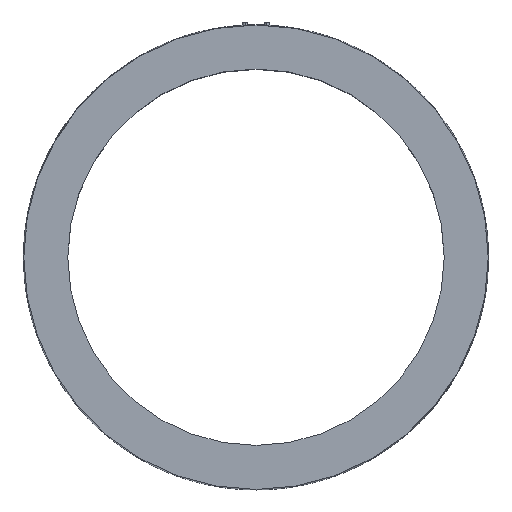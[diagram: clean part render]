
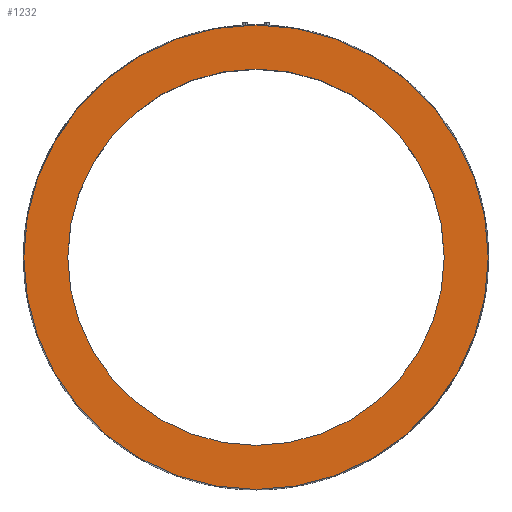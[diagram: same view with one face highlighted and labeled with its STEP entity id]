
A CAD part, top view. The second image highlights one B-rep face of the part: STEP entity #1232.
In plain terms, the highlighted planar face has unit normal (0, 0, 1).
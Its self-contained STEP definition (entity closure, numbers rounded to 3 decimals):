
#24 = CARTESIAN_POINT ( 'NONE',  ( -600., 0., 325. ) ) ;
#30 = DIRECTION ( 'NONE',  ( 1., 0., 0. ) ) ;
#65 = EDGE_LOOP ( 'NONE', ( #183, #323 ) ) ;
#116 = FACE_BOUND ( 'NONE', #65, .T. ) ;
#123 = FACE_OUTER_BOUND ( 'NONE', #1467, .T. ) ;
#155 = DIRECTION ( 'NONE',  ( 0., 0., 1. ) ) ;
#183 = ORIENTED_EDGE ( 'NONE', *, *, #1209, .F. ) ;
#224 = CARTESIAN_POINT ( 'NONE',  ( 0., 0., 325. ) ) ;
#241 = DIRECTION ( 'NONE',  ( 0., 0., 1. ) ) ;
#274 = DIRECTION ( 'NONE',  ( 0., 0., 1. ) ) ;
#323 = ORIENTED_EDGE ( 'NONE', *, *, #1473, .F. ) ;
#368 = CARTESIAN_POINT ( 'NONE',  ( 0., 0., 325. ) ) ;
#500 = CIRCLE ( 'NONE', #1529, 600. ) ;
#539 = CARTESIAN_POINT ( 'NONE',  ( 600., 0., 325. ) ) ;
#610 = DIRECTION ( 'NONE',  ( 0., 0., -1. ) ) ;
#629 = AXIS2_PLACEMENT_3D ( 'NONE', #224, #658, #1142 ) ;
#635 = CARTESIAN_POINT ( 'NONE',  ( 0., 0., 325. ) ) ;
#658 = DIRECTION ( 'NONE',  ( 0., 0., 1. ) ) ;
#723 = DIRECTION ( 'NONE',  ( 1., 0., 0. ) ) ;
#745 = CARTESIAN_POINT ( 'NONE',  ( 0., 740.5, 325. ) ) ;
#836 = CIRCLE ( 'NONE', #1482, 740.5 ) ;
#1007 = VERTEX_POINT ( 'NONE', #1149 ) ;
#1032 = CARTESIAN_POINT ( 'NONE',  ( -740.5, 0., 325. ) ) ;
#1138 = ORIENTED_EDGE ( 'NONE', *, *, #1147, .T. ) ;
#1142 = DIRECTION ( 'NONE',  ( 1., 0., 0. ) ) ;
#1147 = EDGE_CURVE ( 'NONE', #1516, #1007, #1478, .T. ) ;
#1149 = CARTESIAN_POINT ( 'NONE',  ( 740.5, 0., 325. ) ) ;
#1202 = DIRECTION ( 'NONE',  ( -1., 0., 0. ) ) ;
#1209 = EDGE_CURVE ( 'NONE', #1508, #1265, #500, .T. ) ;
#1218 = CIRCLE ( 'NONE', #1371, 600. ) ;
#1232 = ADVANCED_FACE ( 'NONE', ( #116, #123 ), #1335, .F. ) ;
#1265 = VERTEX_POINT ( 'NONE', #24 ) ;
#1335 = PLANE ( 'NONE',  #1397 ) ;
#1371 = AXIS2_PLACEMENT_3D ( 'NONE', #635, #274, #30 ) ;
#1397 = AXIS2_PLACEMENT_3D ( 'NONE', #745, #610, #1202 ) ;
#1456 = EDGE_CURVE ( 'NONE', #1007, #1516, #836, .T. ) ;
#1467 = EDGE_LOOP ( 'NONE', ( #1475, #1138 ) ) ;
#1473 = EDGE_CURVE ( 'NONE', #1265, #1508, #1218, .T. ) ;
#1475 = ORIENTED_EDGE ( 'NONE', *, *, #1456, .T. ) ;
#1478 = CIRCLE ( 'NONE', #629, 740.5 ) ;
#1482 = AXIS2_PLACEMENT_3D ( 'NONE', #1515, #155, #1494 ) ;
#1494 = DIRECTION ( 'NONE',  ( 1., 0., 0. ) ) ;
#1508 = VERTEX_POINT ( 'NONE', #539 ) ;
#1515 = CARTESIAN_POINT ( 'NONE',  ( 0., 0., 325. ) ) ;
#1516 = VERTEX_POINT ( 'NONE', #1032 ) ;
#1529 = AXIS2_PLACEMENT_3D ( 'NONE', #368, #241, #723 ) ;
